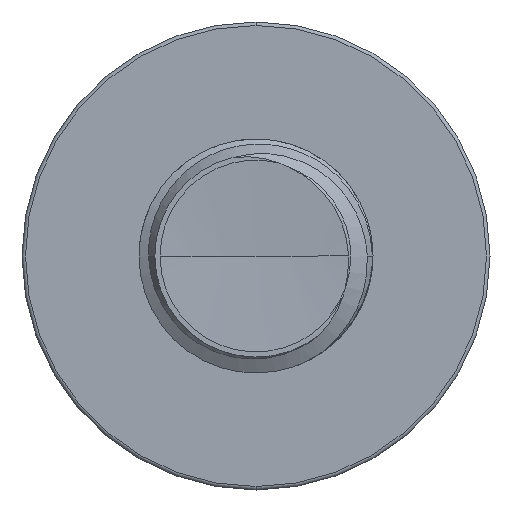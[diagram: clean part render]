
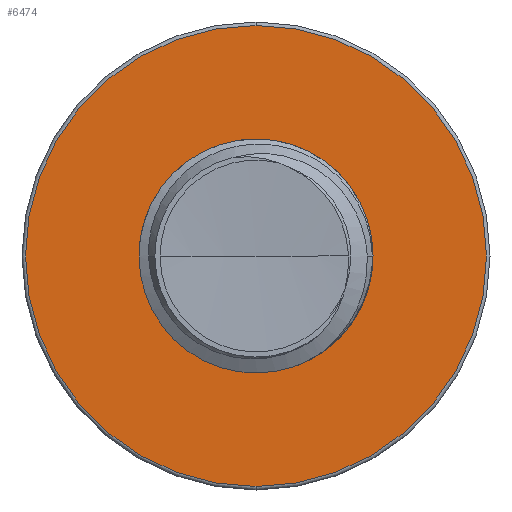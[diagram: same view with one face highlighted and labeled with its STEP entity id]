
A CAD part, front view. The second image highlights one B-rep face of the part: STEP entity #6474.
In plain terms, the highlighted planar face has unit normal (0, -1, 0).
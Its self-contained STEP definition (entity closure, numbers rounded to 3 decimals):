
#96 = DIRECTION ( 'NONE',  ( 0., 0., -1. ) ) ;
#181 = EDGE_LOOP ( 'NONE', ( #2224, #4464 ) ) ;
#480 = CIRCLE ( 'NONE', #3851, 1.971 ) ;
#944 = EDGE_CURVE ( 'NONE', #4541, #13552, #7543, .T. ) ;
#1268 = CARTESIAN_POINT ( 'NONE',  ( 0., 3., 0. ) ) ;
#2224 = ORIENTED_EDGE ( 'NONE', *, *, #944, .T. ) ;
#2448 = DIRECTION ( 'NONE',  ( 0., 0., -1. ) ) ;
#3135 = CIRCLE ( 'NONE', #11584, 3.94 ) ;
#3476 = CARTESIAN_POINT ( 'NONE',  ( 0., 3., 0. ) ) ;
#3709 = CARTESIAN_POINT ( 'NONE',  ( 0., 3., 1.971 ) ) ;
#3851 = AXIS2_PLACEMENT_3D ( 'NONE', #1268, #9305, #2448 ) ;
#3902 = FACE_BOUND ( 'NONE', #4009, .T. ) ;
#4009 = EDGE_LOOP ( 'NONE', ( #10251, #10526 ) ) ;
#4464 = ORIENTED_EDGE ( 'NONE', *, *, #6119, .T. ) ;
#4541 = VERTEX_POINT ( 'NONE', #4811 ) ;
#4600 = AXIS2_PLACEMENT_3D ( 'NONE', #7872, #7843, #9144 ) ;
#4690 = DIRECTION ( 'NONE',  ( 0., 0., -1. ) ) ;
#4811 = CARTESIAN_POINT ( 'NONE',  ( 0., 3., -3.94 ) ) ;
#5033 = EDGE_CURVE ( 'NONE', #8051, #6563, #6117, .T. ) ;
#6080 = PLANE ( 'NONE',  #10574 ) ;
#6117 = CIRCLE ( 'NONE', #4600, 1.971 ) ;
#6119 = EDGE_CURVE ( 'NONE', #13552, #4541, #3135, .T. ) ;
#6474 = ADVANCED_FACE ( 'NONE', ( #9472, #3902 ), #6080, .T. ) ;
#6563 = VERTEX_POINT ( 'NONE', #11543 ) ;
#7036 = EDGE_CURVE ( 'NONE', #6563, #8051, #480, .T. ) ;
#7243 = DIRECTION ( 'NONE',  ( 0., -1., 0. ) ) ;
#7543 = CIRCLE ( 'NONE', #14024, 3.94 ) ;
#7843 = DIRECTION ( 'NONE',  ( 0., -1., 0. ) ) ;
#7872 = CARTESIAN_POINT ( 'NONE',  ( 0., 3., 0. ) ) ;
#8051 = VERTEX_POINT ( 'NONE', #12063 ) ;
#8922 = DIRECTION ( 'NONE',  ( 0., 0., -1. ) ) ;
#9144 = DIRECTION ( 'NONE',  ( 0., 0., -1. ) ) ;
#9305 = DIRECTION ( 'NONE',  ( 0., -1., 0. ) ) ;
#9472 = FACE_OUTER_BOUND ( 'NONE', #181, .T. ) ;
#9656 = CARTESIAN_POINT ( 'NONE',  ( 0., 3., 3.94 ) ) ;
#10251 = ORIENTED_EDGE ( 'NONE', *, *, #5033, .F. ) ;
#10497 = DIRECTION ( 'NONE',  ( 0., -1., 0. ) ) ;
#10526 = ORIENTED_EDGE ( 'NONE', *, *, #7036, .F. ) ;
#10574 = AXIS2_PLACEMENT_3D ( 'NONE', #3709, #7243, #96 ) ;
#10624 = CARTESIAN_POINT ( 'NONE',  ( 0., 3., 0. ) ) ;
#11075 = DIRECTION ( 'NONE',  ( 0., -1., 0. ) ) ;
#11543 = CARTESIAN_POINT ( 'NONE',  ( 0., 3., 1.971 ) ) ;
#11584 = AXIS2_PLACEMENT_3D ( 'NONE', #3476, #11075, #4690 ) ;
#12063 = CARTESIAN_POINT ( 'NONE',  ( 0., 3., -1.971 ) ) ;
#13552 = VERTEX_POINT ( 'NONE', #9656 ) ;
#14024 = AXIS2_PLACEMENT_3D ( 'NONE', #10624, #10497, #8922 ) ;
